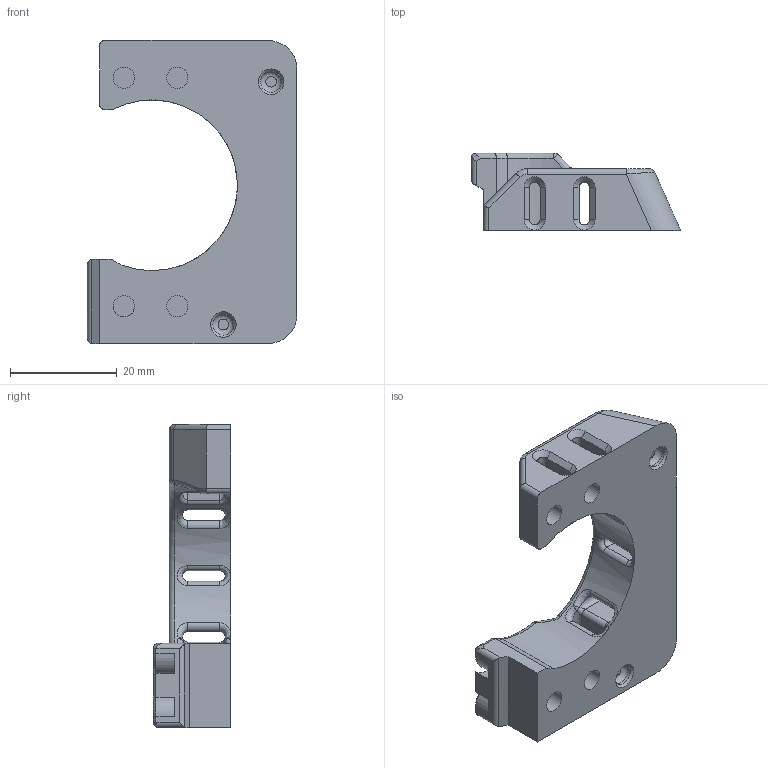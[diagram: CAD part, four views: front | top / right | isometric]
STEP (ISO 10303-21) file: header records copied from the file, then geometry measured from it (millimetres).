
FILE_DESCRIPTION(/* description */ (''),/* implementation_level */ '2;1');
FILE_NAME(/* name */ 'Push-In 1.5mm Belt Retainer.step',/* time_stamp */ '2024-09-10T11:15:40+02:00',/* author */ (''),/* organization */ (''),/* preprocessor_version */ 'ST-DEVELOPER v20',/* originating_system */ 'Autodesk Translation Framework v13.14.0.145',/* authorisation */ '');
FILE_SCHEMA (('AUTOMOTIVE_DESIGN { 1 0 10303 214 3 1 1 }'));
Length unit declared in the file: millimetre
Products named in the file (1): Toolhead Belt Retainer Block (皮带固定块)
[3DP]
Bounding box: 39.21 x 14.54 x 56.8 mm (x, y, z)
Volume: 13098.2 mm3; surface area: 6742.9 mm2
Topology: 1 solids, 1 shells, 215 faces, 546 edges, 337 vertices
Faces by surface type: plane 94, cylinder 56, bspline 44, cone 10, torus 7, sphere 4
Full cylindrical faces by diameter (mm): 4 x6
Entity records: 8904 total; most frequent: CARTESIAN_POINT 3848, ORIENTED_EDGE 1092, DIRECTION 957, EDGE_CURVE 546, VERTEX_POINT 337, LINE 327, VECTOR 327, AXIS2_PLACEMENT_3D 315
